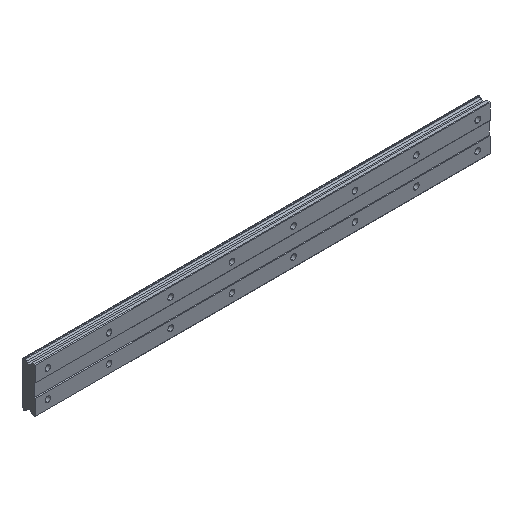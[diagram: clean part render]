
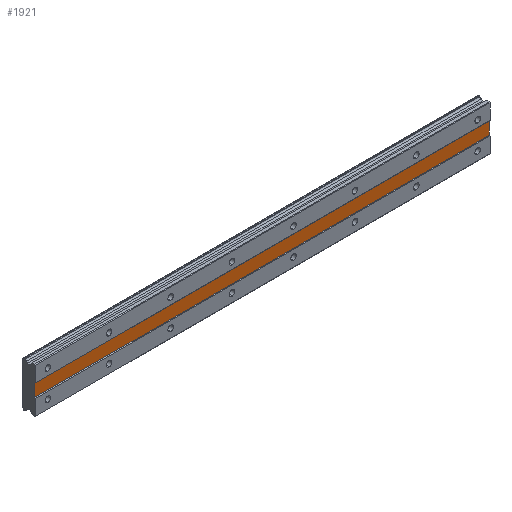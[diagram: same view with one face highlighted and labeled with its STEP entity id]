
A CAD part, isometric view. The second image highlights one B-rep face of the part: STEP entity #1921.
In plain terms, the highlighted planar face has unit normal (0, -1, 0).
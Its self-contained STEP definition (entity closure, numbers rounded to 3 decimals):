
#77 = ORIENTED_EDGE ( 'NONE', *, *, #1830, .F. ) ;
#141 = CARTESIAN_POINT ( 'NONE',  ( 360., 0.5, 5. ) ) ;
#257 = LINE ( 'NONE', #2484, #731 ) ;
#298 = DIRECTION ( 'NONE',  ( 0., 1., 0. ) ) ;
#353 = CARTESIAN_POINT ( 'NONE',  ( -10., 0.5, 5. ) ) ;
#436 = EDGE_CURVE ( 'NONE', #3490, #2098, #257, .T. ) ;
#573 = VERTEX_POINT ( 'NONE', #353 ) ;
#622 = CARTESIAN_POINT ( 'NONE',  ( 360., 0.5, 5. ) ) ;
#647 = VECTOR ( 'NONE', #3207, 1000. ) ;
#731 = VECTOR ( 'NONE', #3599, 1000. ) ;
#733 = CARTESIAN_POINT ( 'NONE',  ( 360., 0.5, -5. ) ) ;
#860 = PLANE ( 'NONE',  #1617 ) ;
#958 = CARTESIAN_POINT ( 'NONE',  ( 360., 0.5, -5. ) ) ;
#1228 = LINE ( 'NONE', #958, #647 ) ;
#1243 = CARTESIAN_POINT ( 'NONE',  ( -10., 0.5, -5. ) ) ;
#1274 = ORIENTED_EDGE ( 'NONE', *, *, #436, .F. ) ;
#1319 = VECTOR ( 'NONE', #2501, 1000. ) ;
#1372 = CARTESIAN_POINT ( 'NONE',  ( 360., 0.5, 5. ) ) ;
#1617 = AXIS2_PLACEMENT_3D ( 'NONE', #622, #298, #3633 ) ;
#1713 = EDGE_CURVE ( 'NONE', #573, #2921, #2606, .T. ) ;
#1830 = EDGE_CURVE ( 'NONE', #573, #3490, #2776, .T. ) ;
#1921 = ADVANCED_FACE ( 'NONE', ( #2814 ), #860, .F. ) ;
#2098 = VERTEX_POINT ( 'NONE', #733 ) ;
#2200 = VECTOR ( 'NONE', #3449, 1000. ) ;
#2228 = ORIENTED_EDGE ( 'NONE', *, *, #2533, .T. ) ;
#2260 = ORIENTED_EDGE ( 'NONE', *, *, #1713, .T. ) ;
#2326 = CARTESIAN_POINT ( 'NONE',  ( -10., 0.5, 18.34 ) ) ;
#2484 = CARTESIAN_POINT ( 'NONE',  ( 360., 0.5, 18.34 ) ) ;
#2501 = DIRECTION ( 'NONE',  ( 1., 0., 0. ) ) ;
#2533 = EDGE_CURVE ( 'NONE', #2921, #2098, #1228, .T. ) ;
#2606 = LINE ( 'NONE', #2326, #2200 ) ;
#2776 = LINE ( 'NONE', #1372, #1319 ) ;
#2814 = FACE_OUTER_BOUND ( 'NONE', #3463, .T. ) ;
#2921 = VERTEX_POINT ( 'NONE', #1243 ) ;
#3207 = DIRECTION ( 'NONE',  ( 1., 0., 0. ) ) ;
#3449 = DIRECTION ( 'NONE',  ( 0., 0., -1. ) ) ;
#3463 = EDGE_LOOP ( 'NONE', ( #2228, #1274, #77, #2260 ) ) ;
#3490 = VERTEX_POINT ( 'NONE', #141 ) ;
#3599 = DIRECTION ( 'NONE',  ( 0., 0., -1. ) ) ;
#3633 = DIRECTION ( 'NONE',  ( 0., 0., 1. ) ) ;
